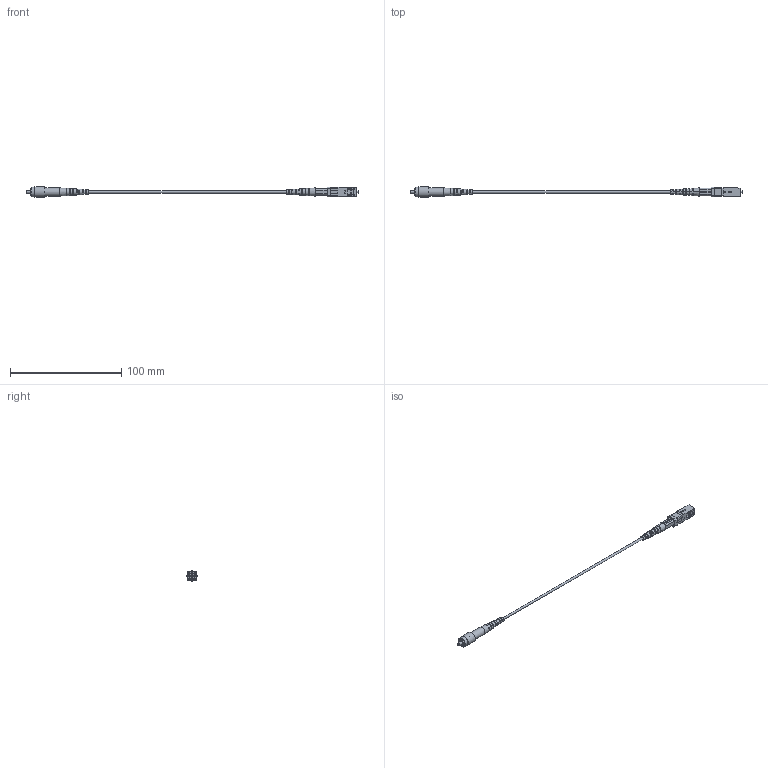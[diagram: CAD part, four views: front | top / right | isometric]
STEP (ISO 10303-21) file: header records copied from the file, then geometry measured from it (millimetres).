
FILE_DESCRIPTION (( 'STEP AP214' ), '1' );
FILE_NAME ('FCA-S1SZ-FCSC.step', '2022-11-03T03:43:54', ( '' ), ( '' ), 'SwSTEP 2.0', 'SolidWorks 2022', '' );
FILE_SCHEMA (( 'AUTOMOTIVE_DESIGN' ));
Length unit declared in the file: inch
Products named in the file (11): Fiber Coax^FCA-S1SZ-FCSC; 1AF01-002^FCA-S1SZ-FCSC; 1AF04-005-MA4^1AF04-005(2)_1AF04-005_FCA-S1SZ-FCSC; 1AF01-002-MA1^1AF01-002_FCA-S1SZ-FCSC; 1AF04-005^FCA-S1SZ-FCSC; 1AF04-005(2)^1AF04-005_FCA-S1SZ-FCSC; 1AF04-005-MA1^1AF04-005(2)_1AF04-005_FCA-S1SZ-FCSC; 1AF04-005-MA2^1AF04-005(2)_1AF04-005_FCA-S1SZ-FCSC; 1AF04-005-MA3^1AF04-005(2)_1AF04-005_FCA-S1SZ-FCSC; FCA-S1SZ-FCSC; 1AF01-002-MA2^1AF01-002_FCA-S1SZ-FCSC
Assembly tree (10 placements, depth 4):
  FCA-S1SZ-FCSC
    Fiber Coax^FCA-S1SZ-FCSC
    1AF01-002^FCA-S1SZ-FCSC
      1AF01-002-MA1^1AF01-002_FCA-S1SZ-FCSC
      1AF01-002-MA2^1AF01-002_FCA-S1SZ-FCSC
    1AF04-005^FCA-S1SZ-FCSC
      1AF04-005(2)^1AF04-005_FCA-S1SZ-FCSC
        1AF04-005-MA2^1AF04-005(2)_1AF04-005_FCA-S1SZ-FCSC
        1AF04-005-MA1^1AF04-005(2)_1AF04-005_FCA-S1SZ-FCSC
        1AF04-005-MA4^1AF04-005(2)_1AF04-005_FCA-S1SZ-FCSC
        1AF04-005-MA3^1AF04-005(2)_1AF04-005_FCA-S1SZ-FCSC
Bounding box: 298.3 x 9.53 x 9.53 mm (x, y, z)
Volume: 3510.3 mm3; surface area: 7488.2 mm2
Topology: 7 solids, 7 shells, 355 faces, 1021 edges, 672 vertices
Faces by surface type: plane 309, cylinder 35, cone 9, torus 2
Full cylindrical faces by diameter (mm): 2 x1, 2.54 x1, 2.845 x1, 3.81 x1, 4.75 x1, 7.366 x1, 8.128 x1, 8.89 x1, 9.525 x1
Entity records: 12770 total; most frequent: CARTESIAN_POINT 2810, ORIENTED_EDGE 1978, DIRECTION 1849, EDGE_CURVE 989, VERTEX_POINT 658, LINE 635, VECTOR 635, AXIS2_PLACEMENT_3D 607
